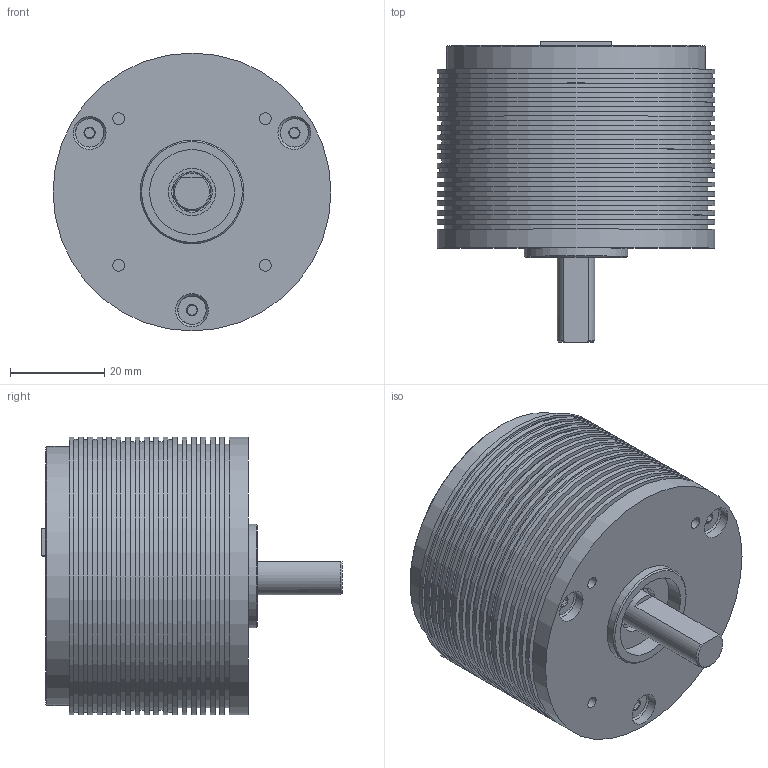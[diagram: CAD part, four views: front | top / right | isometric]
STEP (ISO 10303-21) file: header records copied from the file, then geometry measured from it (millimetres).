
FILE_DESCRIPTION (( 'STEP AP214' ), '1' );
FILE_NAME ('NURIROBOT_BA59E_3D.STEP', '2024-01-15T08:06:25', ( '821079794744' ), ( '' ), 'SwSTEP 2.0', 'SolidWorks 2018', '' );
FILE_SCHEMA (( 'AUTOMOTIVE_DESIGN' ));
Length unit declared in the file: millimetre
Products named in the file (1): NURIROBOT_BA59E_3D
Bounding box: 59 x 63.8 x 59 mm (x, y, z)
Volume: 112424 mm3; surface area: 21863.6 mm2
Topology: 1 solids, 1 shells, 357 faces, 781 edges, 500 vertices
Faces by surface type: plane 225, cylinder 73, cone 48, bspline 10, torus 1
Full cylindrical faces by diameter (mm): 0.7 x5, 2.5 x13, 3 x3, 6 x3, 7 x3, 8 x1, 10 x1, 18 x1, 22 x1, 55 x1, 56 x6, 57.1 x5, 58 x6, 59 x18
Entity records: 11076 total; most frequent: CARTESIAN_POINT 2155, DIRECTION 1530, ORIENTED_EDGE 1360, EDGE_CURVE 680, AXIS2_PLACEMENT_3D 566, EDGE_LOOP 512, VERTEX_POINT 478, FACE_OUTER_BOUND 425
